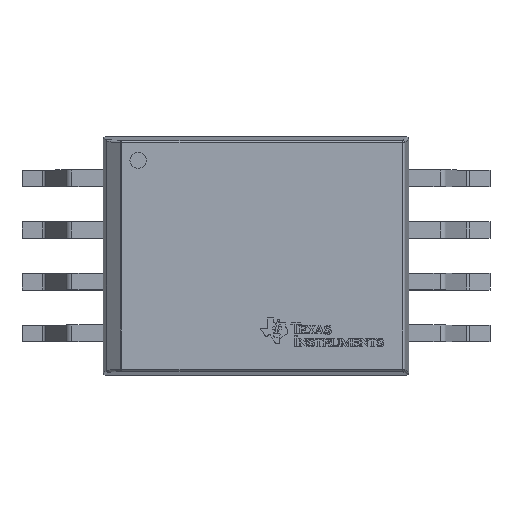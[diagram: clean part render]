
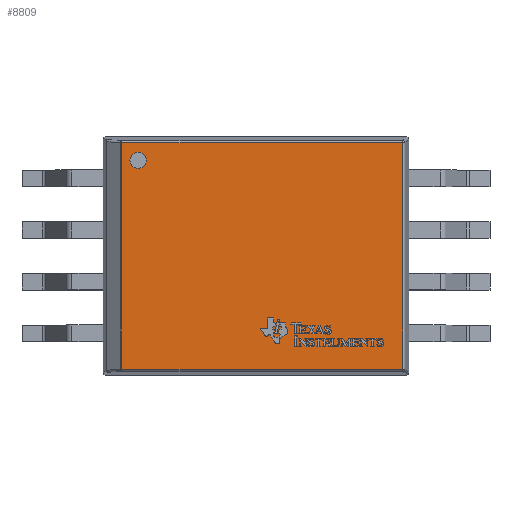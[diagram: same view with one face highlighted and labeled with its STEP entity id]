
A CAD part, top view. The second image highlights one B-rep face of the part: STEP entity #8809.
In plain terms, the highlighted planar face has unit normal (0, 0, 1).
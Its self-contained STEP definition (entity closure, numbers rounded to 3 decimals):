
#622=PLANE('',#9514);
#998=FACE_OUTER_BOUND('',#1495,.T.);
#1495=EDGE_LOOP('',(#6236,#6237,#6238,#6239));
#1983=LINE('',#11708,#2927);
#2007=LINE('',#11787,#2951);
#2009=LINE('',#11790,#2953);
#2013=LINE('',#11796,#2957);
#2927=VECTOR('',#9937,10.);
#2951=VECTOR('',#10025,10.);
#2953=VECTOR('',#10029,10.);
#2957=VECTOR('',#10037,10.);
#3874=VERTEX_POINT('',#11636);
#3900=VERTEX_POINT('',#11698);
#3903=VERTEX_POINT('',#11711);
#3912=VERTEX_POINT('',#11744);
#4788=EDGE_CURVE('',#3874,#3900,#1983,.T.);
#4829=EDGE_CURVE('',#3900,#3912,#2007,.T.);
#4831=EDGE_CURVE('',#3912,#3903,#2009,.T.);
#4835=EDGE_CURVE('',#3903,#3874,#2013,.T.);
#6236=ORIENTED_EDGE('',*,*,#4788,.F.);
#6237=ORIENTED_EDGE('',*,*,#4835,.F.);
#6238=ORIENTED_EDGE('',*,*,#4831,.F.);
#6239=ORIENTED_EDGE('',*,*,#4829,.F.);
#8809=ADVANCED_FACE('',(#998),#622,.T.);
#9514=AXIS2_PLACEMENT_3D('',#11819,#10066,#10067);
#9937=DIRECTION('',(0.,1.,0.));
#10025=DIRECTION('',(1.,0.,0.));
#10029=DIRECTION('',(0.,-1.,0.));
#10037=DIRECTION('',(-1.,0.,0.));
#10066=DIRECTION('center_axis',(0.,0.,1.));
#10067=DIRECTION('ref_axis',(1.,0.,0.));
#11636=CARTESIAN_POINT('',(-2.78,-3.297,2.39));
#11698=CARTESIAN_POINT('',(-2.78,3.605,2.39));
#11708=CARTESIAN_POINT('',(-2.78,0.938,2.39));
#11711=CARTESIAN_POINT('',(2.78,-3.297,2.39));
#11744=CARTESIAN_POINT('',(2.78,3.605,2.39));
#11787=CARTESIAN_POINT('',(0.731,3.605,2.39));
#11790=CARTESIAN_POINT('',(2.78,-0.937,2.39));
#11796=CARTESIAN_POINT('',(-0.366,-3.297,2.39));
#11819=CARTESIAN_POINT('Origin',(0.,0.,
2.39));
